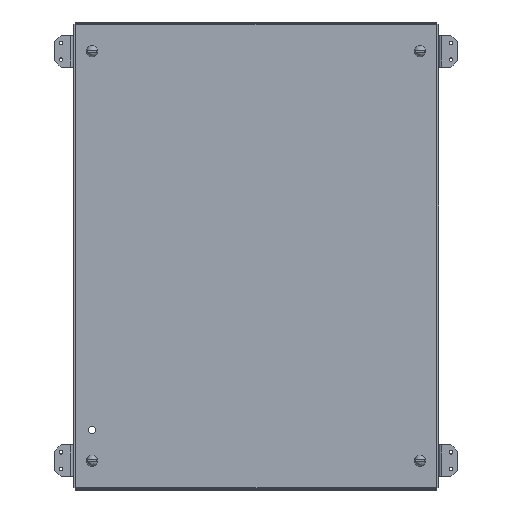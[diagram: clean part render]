
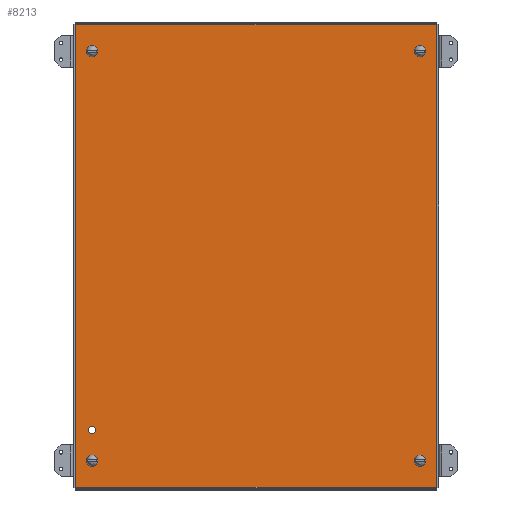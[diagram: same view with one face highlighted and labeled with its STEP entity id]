
A CAD part, top view. The second image highlights one B-rep face of the part: STEP entity #8213.
In plain terms, the highlighted planar face has unit normal (0, 0, 1).
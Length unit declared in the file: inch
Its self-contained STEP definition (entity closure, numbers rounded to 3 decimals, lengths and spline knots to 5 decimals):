
#198 = ORIENTED_EDGE ( 'NONE', *, *, #332, .T. ) ;
#332 = EDGE_CURVE ( 'NONE', #3091, #3091, #3992, .T. ) ;
#470 = DIRECTION ( 'NONE',  ( 0., -1., 0. ) ) ;
#730 = FACE_OUTER_BOUND ( 'NONE', #14721, .T. ) ;
#833 = FACE_BOUND ( 'NONE', #9137, .T. ) ;
#946 = VERTEX_POINT ( 'NONE', #19386 ) ;
#1379 = DIRECTION ( 'NONE',  ( 0., 1., 0. ) ) ;
#1428 = DIRECTION ( 'NONE',  ( -1., 0., 0. ) ) ;
#1723 = AXIS2_PLACEMENT_3D ( 'NONE', #2466, #2366, #11683 ) ;
#1725 = VERTEX_POINT ( 'NONE', #11459 ) ;
#1771 = DIRECTION ( 'NONE',  ( -1., 0., 0. ) ) ;
#1791 = LINE ( 'NONE', #14356, #3492 ) ;
#1804 = EDGE_LOOP ( 'NONE', ( #5507 ) ) ;
#2329 = VECTOR ( 'NONE', #10211, 39.37008 ) ;
#2366 = DIRECTION ( 'NONE',  ( 0., 0., -1. ) ) ;
#2453 = DIRECTION ( 'NONE',  ( -1., 0., 0. ) ) ;
#2466 = CARTESIAN_POINT ( 'NONE',  ( -6.40625, -8., -0.28532 ) ) ;
#2636 = EDGE_CURVE ( 'NONE', #7563, #7563, #5939, .T. ) ;
#2688 = CARTESIAN_POINT ( 'NONE',  ( 7.03538, 0., -0.28532 ) ) ;
#2936 = EDGE_CURVE ( 'NONE', #13196, #9185, #15090, .T. ) ;
#3091 = VERTEX_POINT ( 'NONE', #15266 ) ;
#3332 = VERTEX_POINT ( 'NONE', #7669 ) ;
#3492 = VECTOR ( 'NONE', #470, 39.37008 ) ;
#3597 = FACE_BOUND ( 'NONE', #8792, .T. ) ;
#3682 = PLANE ( 'NONE',  #7341 ) ;
#3794 = VERTEX_POINT ( 'NONE', #15876 ) ;
#3992 = CIRCLE ( 'NONE', #19861, 0.203 ) ;
#4450 = CARTESIAN_POINT ( 'NONE',  ( -7.03538, -9.03538, -0.28532 ) ) ;
#4834 = CARTESIAN_POINT ( 'NONE',  ( -6.54675, -6.7967, -0.28532 ) ) ;
#5320 = DIRECTION ( 'NONE',  ( 0., 0., -1. ) ) ;
#5459 = CIRCLE ( 'NONE', #11279, 0.203 ) ;
#5507 = ORIENTED_EDGE ( 'NONE', *, *, #2636, .T. ) ;
#5768 = AXIS2_PLACEMENT_3D ( 'NONE', #6548, #6449, #1771 ) ;
#5780 = ORIENTED_EDGE ( 'NONE', *, *, #12074, .T. ) ;
#5939 = CIRCLE ( 'NONE', #8841, 0.1405 ) ;
#6051 = LINE ( 'NONE', #2688, #8626 ) ;
#6449 = DIRECTION ( 'NONE',  ( 0., 0., -1. ) ) ;
#6548 = CARTESIAN_POINT ( 'NONE',  ( 6.40625, 8., -0.28532 ) ) ;
#6639 = VERTEX_POINT ( 'NONE', #12812 ) ;
#6916 = DIRECTION ( 'NONE',  ( 0., 0., 1. ) ) ;
#7341 = AXIS2_PLACEMENT_3D ( 'NONE', #9857, #6916, #16054 ) ;
#7563 = VERTEX_POINT ( 'NONE', #4834 ) ;
#7669 = CARTESIAN_POINT ( 'NONE',  ( 7.03538, 9.03538, -0.28532 ) ) ;
#7722 = DIRECTION ( 'NONE',  ( 0., 0., -1. ) ) ;
#8213 = ADVANCED_FACE ( 'NONE', ( #12898, #9771, #19075, #833, #3597, #730 ), #3682, .T. ) ;
#8280 = DIRECTION ( 'NONE',  ( -1., 0., 0. ) ) ;
#8533 = ORIENTED_EDGE ( 'NONE', *, *, #2936, .T. ) ;
#8626 = VECTOR ( 'NONE', #1379, 39.37008 ) ;
#8792 = EDGE_LOOP ( 'NONE', ( #5780 ) ) ;
#8817 = EDGE_CURVE ( 'NONE', #1725, #13196, #1791, .T. ) ;
#8841 = AXIS2_PLACEMENT_3D ( 'NONE', #15625, #7722, #1428 ) ;
#9056 = CARTESIAN_POINT ( 'NONE',  ( -6.40625, 8., -0.28532 ) ) ;
#9137 = EDGE_LOOP ( 'NONE', ( #15905 ) ) ;
#9185 = VERTEX_POINT ( 'NONE', #9781 ) ;
#9771 = FACE_BOUND ( 'NONE', #16975, .T. ) ;
#9781 = CARTESIAN_POINT ( 'NONE',  ( 7.03538, -9.03538, -0.28532 ) ) ;
#9857 = CARTESIAN_POINT ( 'NONE',  ( 0., 0., -0.28532 ) ) ;
#10211 = DIRECTION ( 'NONE',  ( 1., 0., 0. ) ) ;
#10668 = EDGE_CURVE ( 'NONE', #9185, #3332, #6051, .T. ) ;
#11279 = AXIS2_PLACEMENT_3D ( 'NONE', #9056, #13198, #2453 ) ;
#11459 = CARTESIAN_POINT ( 'NONE',  ( -7.03538, 9.03538, -0.28532 ) ) ;
#11683 = DIRECTION ( 'NONE',  ( -1., 0., 0. ) ) ;
#11935 = CARTESIAN_POINT ( 'NONE',  ( 0., -9.03538, -0.28532 ) ) ;
#12074 = EDGE_CURVE ( 'NONE', #3794, #3794, #13045, .T. ) ;
#12812 = CARTESIAN_POINT ( 'NONE',  ( 6.20325, 8., -0.28532 ) ) ;
#12898 = FACE_BOUND ( 'NONE', #16059, .T. ) ;
#13045 = CIRCLE ( 'NONE', #1723, 0.203 ) ;
#13196 = VERTEX_POINT ( 'NONE', #4450 ) ;
#13198 = DIRECTION ( 'NONE',  ( 0., 0., -1. ) ) ;
#13266 = ORIENTED_EDGE ( 'NONE', *, *, #8817, .T. ) ;
#13306 = CARTESIAN_POINT ( 'NONE',  ( 6.40625, -8., -0.28532 ) ) ;
#14069 = CARTESIAN_POINT ( 'NONE',  ( 0., 9.03538, -0.28532 ) ) ;
#14356 = CARTESIAN_POINT ( 'NONE',  ( -7.03538, 0., -0.28532 ) ) ;
#14721 = EDGE_LOOP ( 'NONE', ( #19854, #13266, #8533, #19905 ) ) ;
#14902 = VECTOR ( 'NONE', #8280, 39.37008 ) ;
#15090 = LINE ( 'NONE', #11935, #2329 ) ;
#15266 = CARTESIAN_POINT ( 'NONE',  ( 6.20325, -8., -0.28532 ) ) ;
#15625 = CARTESIAN_POINT ( 'NONE',  ( -6.40625, -6.7967, -0.28532 ) ) ;
#15663 = EDGE_CURVE ( 'NONE', #6639, #6639, #15828, .T. ) ;
#15828 = CIRCLE ( 'NONE', #5768, 0.203 ) ;
#15876 = CARTESIAN_POINT ( 'NONE',  ( -6.60925, -8., -0.28532 ) ) ;
#15905 = ORIENTED_EDGE ( 'NONE', *, *, #15962, .T. ) ;
#15962 = EDGE_CURVE ( 'NONE', #946, #946, #5459, .T. ) ;
#16054 = DIRECTION ( 'NONE',  ( 1., 0., 0. ) ) ;
#16059 = EDGE_LOOP ( 'NONE', ( #198 ) ) ;
#16975 = EDGE_LOOP ( 'NONE', ( #18835 ) ) ;
#17676 = DIRECTION ( 'NONE',  ( -1., 0., 0. ) ) ;
#17959 = EDGE_CURVE ( 'NONE', #3332, #1725, #19117, .T. ) ;
#18835 = ORIENTED_EDGE ( 'NONE', *, *, #15663, .T. ) ;
#19075 = FACE_BOUND ( 'NONE', #1804, .T. ) ;
#19117 = LINE ( 'NONE', #14069, #14902 ) ;
#19386 = CARTESIAN_POINT ( 'NONE',  ( -6.60925, 8., -0.28532 ) ) ;
#19854 = ORIENTED_EDGE ( 'NONE', *, *, #17959, .T. ) ;
#19861 = AXIS2_PLACEMENT_3D ( 'NONE', #13306, #5320, #17676 ) ;
#19905 = ORIENTED_EDGE ( 'NONE', *, *, #10668, .T. ) ;
